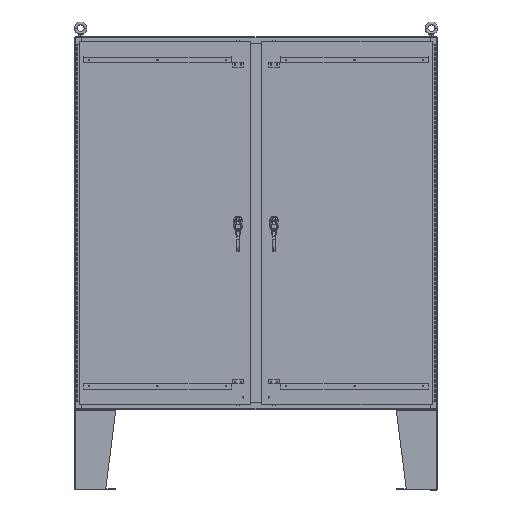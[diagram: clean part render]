
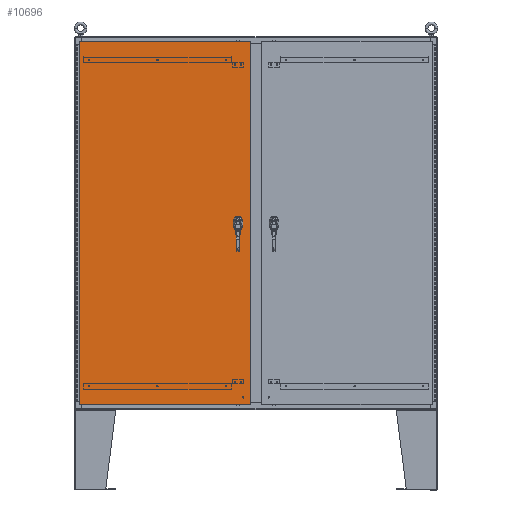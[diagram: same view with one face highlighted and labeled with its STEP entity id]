
A CAD part, top view. The second image highlights one B-rep face of the part: STEP entity #10696.
In plain terms, the highlighted planar face has unit normal (0, 0, 1).
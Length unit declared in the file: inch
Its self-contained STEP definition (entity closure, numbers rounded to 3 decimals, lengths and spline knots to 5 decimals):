
#2456 = DIRECTION ( 'NONE',  ( 0., 1., 0. ) ) ;
#3122 = AXIS2_PLACEMENT_3D ( 'NONE', #109665, #35159, #122187 ) ;
#4522 = VECTOR ( 'NONE', #95834, 39.37008 ) ;
#6648 = EDGE_CURVE ( 'NONE', #142276, #147255, #136464, .T. ) ;
#8814 = EDGE_CURVE ( 'NONE', #70372, #91230, #81493, .T. ) ;
#9287 = AXIS2_PLACEMENT_3D ( 'NONE', #50802, #137781, #63288 ) ;
#10696 = ADVANCED_FACE ( 'NONE', ( #38325, #133648, #42216 ), #81961, .F. ) ;
#13220 = CARTESIAN_POINT ( 'NONE',  ( 16.9178, 36.0182, 0. ) ) ;
#13380 = EDGE_CURVE ( 'NONE', #49740, #131733, #19859, .T. ) ;
#13585 = EDGE_CURVE ( 'NONE', #131733, #31321, #66633, .T. ) ;
#15277 = VECTOR ( 'NONE', #128330, 39.37008 ) ;
#18812 = ORIENTED_EDGE ( 'NONE', *, *, #13380, .F. ) ;
#19510 = ORIENTED_EDGE ( 'NONE', *, *, #106189, .F. ) ;
#19859 = CIRCLE ( 'NONE', #130102, 0.45 ) ;
#19984 = CARTESIAN_POINT ( 'NONE',  ( 14.1025, -0.20023, 0. ) ) ;
#30064 = AXIS2_PLACEMENT_3D ( 'NONE', #72440, #159348, #84873 ) ;
#31044 = LINE ( 'NONE', #127126, #93264 ) ;
#31321 = VERTEX_POINT ( 'NONE', #73461 ) ;
#31328 = EDGE_CURVE ( 'NONE', #42629, #49740, #82188, .T. ) ;
#33747 = EDGE_CURVE ( 'NONE', #91230, #137956, #31044, .T. ) ;
#33788 = LINE ( 'NONE', #68761, #4522 ) ;
#34353 = ORIENTED_EDGE ( 'NONE', *, *, #36980, .T. ) ;
#34980 = CARTESIAN_POINT ( 'NONE',  ( 0., -0.403, 0. ) ) ;
#35159 = DIRECTION ( 'NONE',  ( 0., 0., 1. ) ) ;
#36980 = EDGE_CURVE ( 'NONE', #100619, #70372, #33788, .T. ) ;
#38325 = FACE_BOUND ( 'NONE', #123600, .T. ) ;
#41140 = VECTOR ( 'NONE', #105057, 39.37008 ) ;
#41293 = CARTESIAN_POINT ( 'NONE',  ( -16.9178, -36.0182, 0. ) ) ;
#42216 = FACE_BOUND ( 'NONE', #113969, .T. ) ;
#42629 = VERTEX_POINT ( 'NONE', #60118 ) ;
#43939 = DIRECTION ( 'NONE',  ( 0., 0., 1. ) ) ;
#44832 = LINE ( 'NONE', #139227, #107091 ) ;
#49168 = VECTOR ( 'NONE', #85908, 39.37008 ) ;
#49740 = VERTEX_POINT ( 'NONE', #19984 ) ;
#50802 = CARTESIAN_POINT ( 'NONE',  ( 14.5055, 0., 0. ) ) ;
#54105 = CARTESIAN_POINT ( 'NONE',  ( 16.9178, -36.0182, 0. ) ) ;
#59820 = CARTESIAN_POINT ( 'NONE',  ( -16.9178, 36.0182, 0. ) ) ;
#60118 = CARTESIAN_POINT ( 'NONE',  ( 14.1025, 0.20023, 0. ) ) ;
#60963 = CARTESIAN_POINT ( 'NONE',  ( 14.1025, 0., 0. ) ) ;
#61183 = ORIENTED_EDGE ( 'NONE', *, *, #107286, .F. ) ;
#63288 = DIRECTION ( 'NONE',  ( 1., 0., 0. ) ) ;
#63818 = ORIENTED_EDGE ( 'NONE', *, *, #8814, .T. ) ;
#64244 = ORIENTED_EDGE ( 'NONE', *, *, #13585, .F. ) ;
#64767 = DIRECTION ( 'NONE',  ( -1., 0., 0. ) ) ;
#66541 = CARTESIAN_POINT ( 'NONE',  ( 14.5055, 0., 0. ) ) ;
#66633 = LINE ( 'NONE', #34980, #128930 ) ;
#68562 = CARTESIAN_POINT ( 'NONE',  ( 14.9085, 0.20023, 0. ) ) ;
#68761 = CARTESIAN_POINT ( 'NONE',  ( -16.9178, 36.0182, 0. ) ) ;
#69488 = CARTESIAN_POINT ( 'NONE',  ( 0., 0., 0. ) ) ;
#70361 = CARTESIAN_POINT ( 'NONE',  ( 14.5055, 0., 0. ) ) ;
#70372 = VERTEX_POINT ( 'NONE', #108084 ) ;
#70656 = AXIS2_PLACEMENT_3D ( 'NONE', #66541, #153484, #79045 ) ;
#71562 = ORIENTED_EDGE ( 'NONE', *, *, #33747, .T. ) ;
#72440 = CARTESIAN_POINT ( 'NONE',  ( 14.5055, 0., 0. ) ) ;
#73461 = CARTESIAN_POINT ( 'NONE',  ( 14.70573, -0.403, 0. ) ) ;
#74509 = CARTESIAN_POINT ( 'NONE',  ( 14.70573, 0.403, 0. ) ) ;
#79045 = DIRECTION ( 'NONE',  ( 1., 0., 0. ) ) ;
#79715 = CARTESIAN_POINT ( 'NONE',  ( 14.30527, 0.403, 0. ) ) ;
#81493 = LINE ( 'NONE', #41293, #15277 ) ;
#81961 = PLANE ( 'NONE',  #110055 ) ;
#82188 = LINE ( 'NONE', #60963, #49168 ) ;
#82620 = ORIENTED_EDGE ( 'NONE', *, *, #126460, .F. ) ;
#82811 = DIRECTION ( 'NONE',  ( 1., 0., 0. ) ) ;
#84412 = DIRECTION ( 'NONE',  ( 1., 0., 0. ) ) ;
#84873 = DIRECTION ( 'NONE',  ( 1., 0., 0. ) ) ;
#85014 = CARTESIAN_POINT ( 'NONE',  ( 0., 0.403, 0. ) ) ;
#85908 = DIRECTION ( 'NONE',  ( 0., -1., 0. ) ) ;
#91230 = VERTEX_POINT ( 'NONE', #54105 ) ;
#91280 = ORIENTED_EDGE ( 'NONE', *, *, #150869, .T. ) ;
#93264 = VECTOR ( 'NONE', #2456, 39.37008 ) ;
#94429 = DIRECTION ( 'NONE',  ( -1., 0., 0. ) ) ;
#94567 = EDGE_CURVE ( 'NONE', #133169, #148730, #139873, .T. ) ;
#95834 = DIRECTION ( 'NONE',  ( 0., -1., 0. ) ) ;
#97797 = EDGE_LOOP ( 'NONE', ( #63818, #71562, #91280, #34353 ) ) ;
#100619 = VERTEX_POINT ( 'NONE', #59820 ) ;
#103518 = CIRCLE ( 'NONE', #70656, 0.45 ) ;
#105057 = DIRECTION ( 'NONE',  ( 0., -1., 0. ) ) ;
#106091 = EDGE_CURVE ( 'NONE', #116135, #160791, #139485, .T. ) ;
#106189 = EDGE_CURVE ( 'NONE', #160791, #42629, #160763, .T. ) ;
#106401 = VECTOR ( 'NONE', #147564, 39.37008 ) ;
#107091 = VECTOR ( 'NONE', #64767, 39.37008 ) ;
#107286 = EDGE_CURVE ( 'NONE', #148730, #133169, #159523, .T. ) ;
#108084 = CARTESIAN_POINT ( 'NONE',  ( -16.9178, -36.0182, 0. ) ) ;
#109665 = CARTESIAN_POINT ( 'NONE',  ( 14.5055, -1.338, 0. ) ) ;
#110055 = AXIS2_PLACEMENT_3D ( 'NONE', #69488, #119013, #94429 ) ;
#113969 = EDGE_LOOP ( 'NONE', ( #122182, #82620, #64244, #18812, #136838, #19510, #151547, #115156 ) ) ;
#115156 = ORIENTED_EDGE ( 'NONE', *, *, #117356, .F. ) ;
#116135 = VERTEX_POINT ( 'NONE', #74509 ) ;
#117356 = EDGE_CURVE ( 'NONE', #142276, #116135, #140493, .T. ) ;
#118467 = CARTESIAN_POINT ( 'NONE',  ( 14.5055, -1.338, 0. ) ) ;
#119013 = DIRECTION ( 'NONE',  ( 0., 0., -1. ) ) ;
#122182 = ORIENTED_EDGE ( 'NONE', *, *, #6648, .T. ) ;
#122187 = DIRECTION ( 'NONE',  ( 1., 0., 0. ) ) ;
#123600 = EDGE_LOOP ( 'NONE', ( #157863, #61183 ) ) ;
#126460 = EDGE_CURVE ( 'NONE', #31321, #147255, #103518, .T. ) ;
#127126 = CARTESIAN_POINT ( 'NONE',  ( 16.9178, -36.0182, 0. ) ) ;
#128330 = DIRECTION ( 'NONE',  ( 1., 0., 0. ) ) ;
#128373 = AXIS2_PLACEMENT_3D ( 'NONE', #118467, #43939, #130982 ) ;
#128930 = VECTOR ( 'NONE', #84412, 39.37008 ) ;
#130102 = AXIS2_PLACEMENT_3D ( 'NONE', #70361, #157292, #82811 ) ;
#130982 = DIRECTION ( 'NONE',  ( 1., 0., 0. ) ) ;
#130984 = CARTESIAN_POINT ( 'NONE',  ( 14.9085, -0.20023, 0. ) ) ;
#131733 = VERTEX_POINT ( 'NONE', #153190 ) ;
#133169 = VERTEX_POINT ( 'NONE', #151314 ) ;
#133273 = CARTESIAN_POINT ( 'NONE',  ( 14.334, -1.338, 0. ) ) ;
#133648 = FACE_OUTER_BOUND ( 'NONE', #97797, .T. ) ;
#136464 = LINE ( 'NONE', #153440, #41140 ) ;
#136838 = ORIENTED_EDGE ( 'NONE', *, *, #31328, .F. ) ;
#137781 = DIRECTION ( 'NONE',  ( 0., 0., 1. ) ) ;
#137956 = VERTEX_POINT ( 'NONE', #13220 ) ;
#139227 = CARTESIAN_POINT ( 'NONE',  ( 16.9178, 36.0182, 0. ) ) ;
#139485 = LINE ( 'NONE', #85014, #106401 ) ;
#139873 = CIRCLE ( 'NONE', #3122, 0.1715 ) ;
#140493 = CIRCLE ( 'NONE', #30064, 0.45 ) ;
#142276 = VERTEX_POINT ( 'NONE', #68562 ) ;
#147255 = VERTEX_POINT ( 'NONE', #130984 ) ;
#147564 = DIRECTION ( 'NONE',  ( -1., 0., 0. ) ) ;
#148730 = VERTEX_POINT ( 'NONE', #133273 ) ;
#150869 = EDGE_CURVE ( 'NONE', #137956, #100619, #44832, .T. ) ;
#151314 = CARTESIAN_POINT ( 'NONE',  ( 14.677, -1.338, 0. ) ) ;
#151547 = ORIENTED_EDGE ( 'NONE', *, *, #106091, .F. ) ;
#153190 = CARTESIAN_POINT ( 'NONE',  ( 14.30527, -0.403, 0. ) ) ;
#153440 = CARTESIAN_POINT ( 'NONE',  ( 14.9085, 0., 0. ) ) ;
#153484 = DIRECTION ( 'NONE',  ( 0., 0., 1. ) ) ;
#157292 = DIRECTION ( 'NONE',  ( 0., 0., 1. ) ) ;
#157863 = ORIENTED_EDGE ( 'NONE', *, *, #94567, .F. ) ;
#159348 = DIRECTION ( 'NONE',  ( 0., 0., 1. ) ) ;
#159523 = CIRCLE ( 'NONE', #128373, 0.1715 ) ;
#160763 = CIRCLE ( 'NONE', #9287, 0.45 ) ;
#160791 = VERTEX_POINT ( 'NONE', #79715 ) ;
